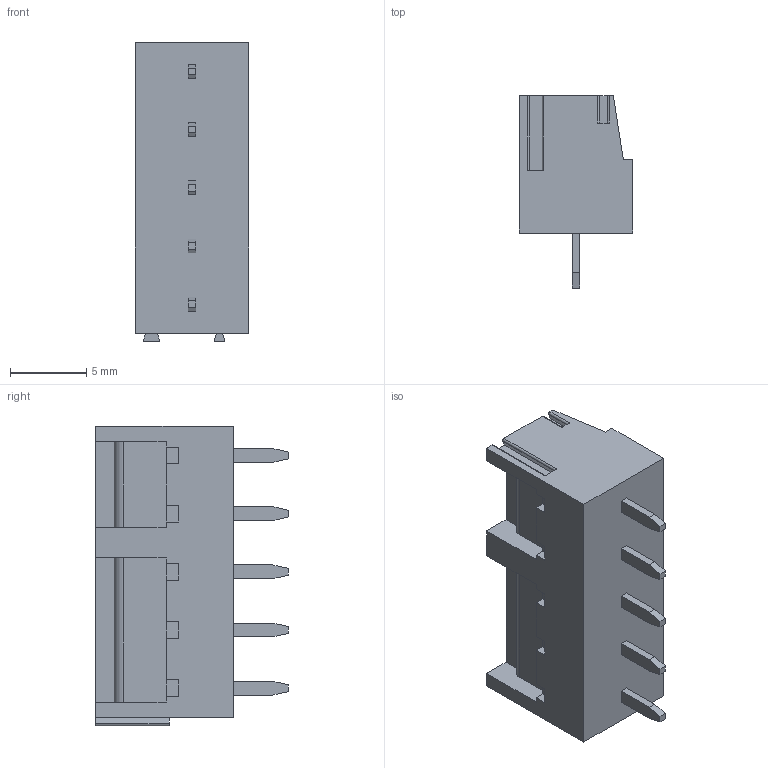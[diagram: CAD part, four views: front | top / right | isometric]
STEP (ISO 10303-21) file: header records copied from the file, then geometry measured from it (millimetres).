
FILE_DESCRIPTION((''),'2;1');
FILE_NAME('TL104V','2025-04-07T',('sj'),(''),'PRO/ENGINEER BY PARAMETRIC TECHNOLOGY CORPORATION, 2013240','PRO/ENGINEER BY PARAMETRIC TECHNOLOGY CORPORATION, 2013240','');
FILE_SCHEMA(('AUTOMOTIVE_DESIGN_CC2 { 1 2 10303 214 -1 1 5 2 }'));
Length unit declared in the file: millimetre
Products named in the file (1): TL104V
Bounding box: 7.4 x 12.6 x 19.6 mm (x, y, z)
Volume: 1028.5 mm3; surface area: 1026.8 mm2
Topology: 1 solids, 1 shells, 239 faces, 596 edges, 374 vertices
Faces by surface type: plane 159, cylinder 50, cone 30
Entity records: 7020 total; most frequent: CARTESIAN_POINT 1209, DIRECTION 1204, ORIENTED_EDGE 1192, EDGE_CURVE 596, VECTOR 466, LINE 466, VERTEX_POINT 374, AXIS2_PLACEMENT_3D 369
